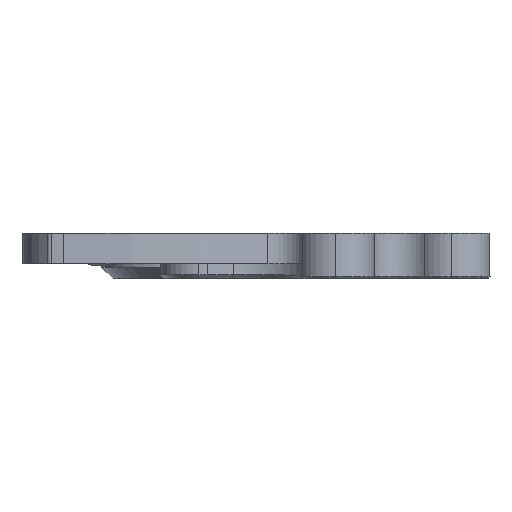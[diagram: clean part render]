
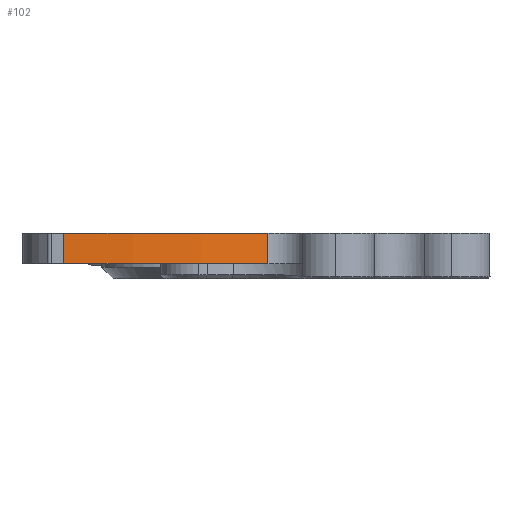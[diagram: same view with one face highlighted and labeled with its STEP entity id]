
A CAD part, left-side view. The second image highlights one B-rep face of the part: STEP entity #102.
In plain terms, the highlighted cylindrical face has radius 82.55 mm (diameter 165.1 mm), a partial arc.
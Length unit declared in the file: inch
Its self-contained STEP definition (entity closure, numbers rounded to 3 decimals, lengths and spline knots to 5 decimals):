
#102 = ADVANCED_FACE ( 'NONE', ( #487 ), #2383, .T. ) ;
#487 = FACE_OUTER_BOUND ( 'NONE', #1123, .T. ) ;
#540 = VECTOR ( 'NONE', #2853, 39.37008 ) ;
#642 = ORIENTED_EDGE ( 'NONE', *, *, #2922, .T. ) ;
#795 = DIRECTION ( 'NONE',  ( 0., 0., 1. ) ) ;
#821 = CARTESIAN_POINT ( 'NONE',  ( 0.05, -0.22681, -0.157 ) ) ;
#1115 = ORIENTED_EDGE ( 'NONE', *, *, #2269, .T. ) ;
#1123 = EDGE_LOOP ( 'NONE', ( #2290, #642, #1115, #1788 ) ) ;
#1216 = DIRECTION ( 'NONE',  ( 0., 0., 1. ) ) ;
#1362 = EDGE_CURVE ( 'NONE', #4385, #2626, #2980, .T. ) ;
#1489 = CARTESIAN_POINT ( 'NONE',  ( 3.3, -0.22681, 0. ) ) ;
#1582 = DIRECTION ( 'NONE',  ( 1., 0., 0. ) ) ;
#1612 = CIRCLE ( 'NONE', #4457, 3.25 ) ;
#1788 = ORIENTED_EDGE ( 'NONE', *, *, #4735, .F. ) ;
#1970 = AXIS2_PLACEMENT_3D ( 'NONE', #2051, #4612, #2769 ) ;
#2051 = CARTESIAN_POINT ( 'NONE',  ( 3.3, -0.22681, -0.157 ) ) ;
#2166 = CARTESIAN_POINT ( 'NONE',  ( 0.05, -0.22681, 0. ) ) ;
#2269 = EDGE_CURVE ( 'NONE', #2798, #3259, #3220, .T. ) ;
#2290 = ORIENTED_EDGE ( 'NONE', *, *, #1362, .F. ) ;
#2383 = CYLINDRICAL_SURFACE ( 'NONE', #2892, 3.25 ) ;
#2626 = VERTEX_POINT ( 'NONE', #2166 ) ;
#2743 = CIRCLE ( 'NONE', #1970, 3.25 ) ;
#2769 = DIRECTION ( 'NONE',  ( 1., 0., 0. ) ) ;
#2798 = VERTEX_POINT ( 'NONE', #3396 ) ;
#2853 = DIRECTION ( 'NONE',  ( 0., 0., 1. ) ) ;
#2892 = AXIS2_PLACEMENT_3D ( 'NONE', #3788, #1216, #3449 ) ;
#2922 = EDGE_CURVE ( 'NONE', #4385, #2798, #2743, .T. ) ;
#2980 = LINE ( 'NONE', #3003, #3370 ) ;
#3003 = CARTESIAN_POINT ( 'NONE',  ( 0.05, -0.22681, -0.157 ) ) ;
#3220 = LINE ( 'NONE', #4701, #540 ) ;
#3259 = VERTEX_POINT ( 'NONE', #4558 ) ;
#3370 = VECTOR ( 'NONE', #795, 39.37008 ) ;
#3396 = CARTESIAN_POINT ( 'NONE',  ( 0.22504, -1.279, -0.157 ) ) ;
#3449 = DIRECTION ( 'NONE',  ( -1., 0., 0. ) ) ;
#3788 = CARTESIAN_POINT ( 'NONE',  ( 3.3, -0.22681, -0.157 ) ) ;
#4385 = VERTEX_POINT ( 'NONE', #821 ) ;
#4452 = DIRECTION ( 'NONE',  ( 0., 0., 1. ) ) ;
#4457 = AXIS2_PLACEMENT_3D ( 'NONE', #1489, #4452, #1582 ) ;
#4558 = CARTESIAN_POINT ( 'NONE',  ( 0.22504, -1.279, 0. ) ) ;
#4612 = DIRECTION ( 'NONE',  ( 0., 0., 1. ) ) ;
#4701 = CARTESIAN_POINT ( 'NONE',  ( 0.22504, -1.279, -0.157 ) ) ;
#4735 = EDGE_CURVE ( 'NONE', #2626, #3259, #1612, .T. ) ;
